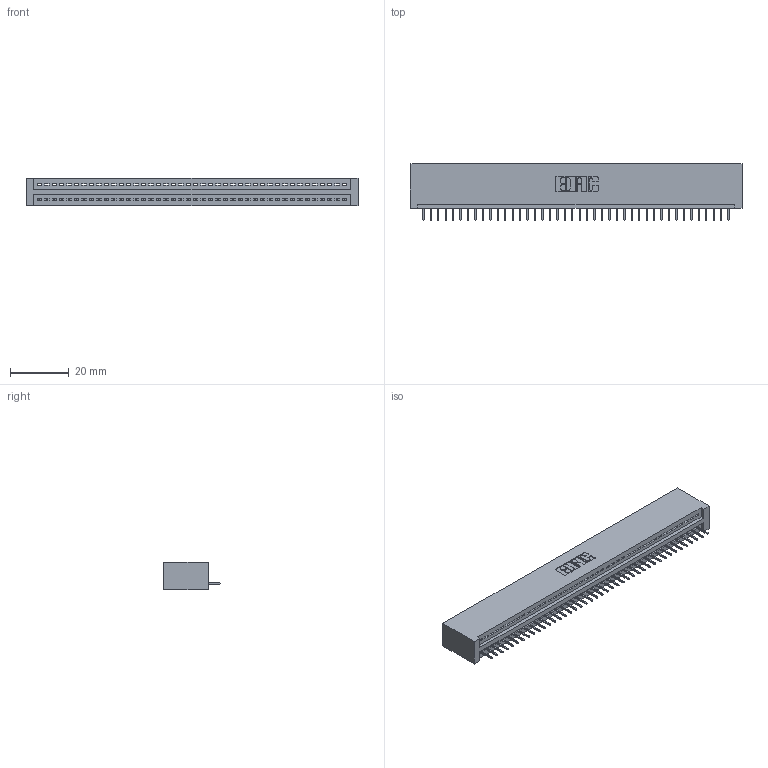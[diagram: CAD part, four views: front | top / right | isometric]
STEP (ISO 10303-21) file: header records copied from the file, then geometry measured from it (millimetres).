
FILE_DESCRIPTION (( 'STEP AP203' ), '1' );
FILE_NAME ('395-042-524-101.STEP', '2018-11-15T08:56:14', ( '' ), ( '' ), 'SwSTEP 2.0', 'SolidWorks 2016', '' );
FILE_SCHEMA (( 'CONFIG_CONTROL_DESIGN' ));
Length unit declared in the file: inch
Products named in the file (3): 345-292-001_345-293-124; 395-042-524-101; 345 Part_No Mounting Lugs
Assembly tree (43 placements, depth 2):
  395-042-524-101
    345 Part_No Mounting Lugs
    345-292-001_345-293-124  x42
Bounding box: 113.28 x 19.35 x 9.4 mm (x, y, z)
Volume: 11178.3 mm3; surface area: 14514.6 mm2
Topology: 43 solids, 43 shells, 2722 faces, 7877 edges, 5082 vertices
Faces by surface type: plane 2008, cylinder 714
Entity records: 31407 total; most frequent: CARTESIAN_POINT 5446, ORIENTED_EDGE 5422, DIRECTION 4751, EDGE_CURVE 2711, VECTOR 2423, LINE 2423, VERTEX_POINT 1802, AXIS2_PLACEMENT_3D 1164
